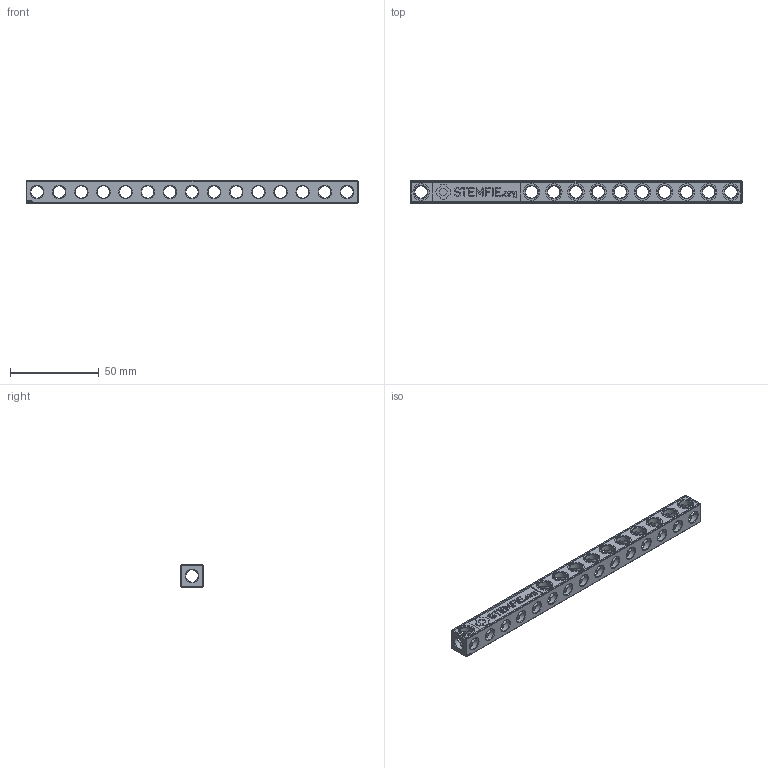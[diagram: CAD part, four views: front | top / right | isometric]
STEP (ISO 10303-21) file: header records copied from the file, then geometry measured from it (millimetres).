
FILE_DESCRIPTION(('FreeCAD Model'),'2;1');
FILE_NAME('Open CASCADE Shape Model','2023-11-10T18:44:16',(''),(''), 'Open CASCADE STEP processor 7.6','FreeCAD','Unknown');
FILE_SCHEMA(('AUTOMOTIVE_DESIGN { 1 0 10303 214 1 1 1 1 }'));
Products named in the file (1): Sign URL BEM STR ESS BU15x01x01 - SPN-SGN-0021 (stemfie.org)
Bounding box: 187.5 x 12.5 x 12.5 mm (x, y, z)
Volume: 14579.2 mm3; surface area: 13586.7 mm2
Topology: 1 solids, 1 shells, 829 faces, 2480 edges, 1654 vertices
Faces by surface type: plane 562, extrusion 122, cylinder 87, cone 58
Full cylindrical faces by diameter (mm): 7 x76, 9.2 x11
Entity records: 65034 total; most frequent: CARTESIAN_POINT 17120, DIRECTION 8256, VECTOR 5858, LINE 5736, ORIENTED_EDGE 4960, PCURVE 4960, DEFINITIONAL_REPRESENTATION 4960, EDGE_CURVE 2480
